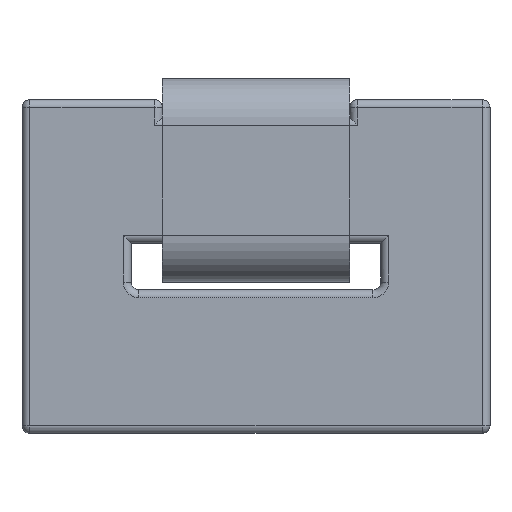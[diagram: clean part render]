
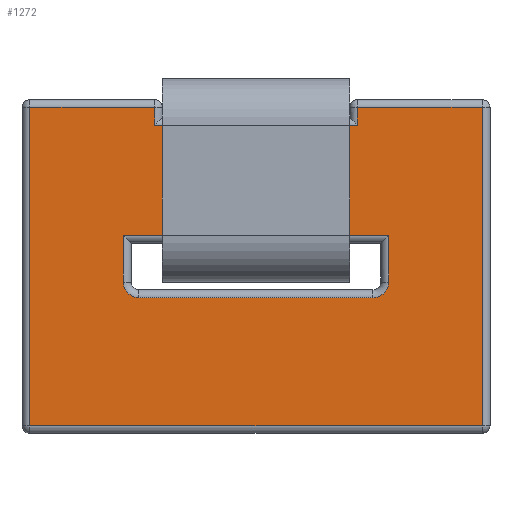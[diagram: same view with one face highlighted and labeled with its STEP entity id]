
A CAD part, left-side view. The second image highlights one B-rep face of the part: STEP entity #1272.
In plain terms, the highlighted planar face has unit normal (-1, 0, 0).
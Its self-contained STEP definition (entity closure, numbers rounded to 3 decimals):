
#46=CIRCLE('',#1392,0.1);
#47=CIRCLE('',#1393,0.1);
#218=ORIENTED_EDGE('',*,*,#590,.T.);
#219=ORIENTED_EDGE('',*,*,#562,.F.);
#220=ORIENTED_EDGE('',*,*,#591,.T.);
#221=ORIENTED_EDGE('',*,*,#592,.F.);
#222=ORIENTED_EDGE('',*,*,#593,.T.);
#223=ORIENTED_EDGE('',*,*,#594,.F.);
#224=ORIENTED_EDGE('',*,*,#595,.T.);
#225=ORIENTED_EDGE('',*,*,#553,.T.);
#226=ORIENTED_EDGE('',*,*,#596,.T.);
#227=ORIENTED_EDGE('',*,*,#597,.T.);
#228=ORIENTED_EDGE('',*,*,#598,.T.);
#229=ORIENTED_EDGE('',*,*,#599,.T.);
#230=ORIENTED_EDGE('',*,*,#600,.T.);
#231=ORIENTED_EDGE('',*,*,#601,.T.);
#553=EDGE_CURVE('',#739,#738,#848,.T.);
#562=EDGE_CURVE('',#746,#747,#852,.T.);
#590=EDGE_CURVE('',#770,#747,#878,.T.);
#591=EDGE_CURVE('',#746,#771,#879,.T.);
#592=EDGE_CURVE('',#772,#771,#46,.F.);
#593=EDGE_CURVE('',#772,#773,#880,.T.);
#594=EDGE_CURVE('',#770,#773,#47,.F.);
#595=EDGE_CURVE('',#774,#739,#881,.T.);
#596=EDGE_CURVE('',#738,#775,#882,.F.);
#597=EDGE_CURVE('',#775,#776,#883,.F.);
#598=EDGE_CURVE('',#776,#777,#884,.T.);
#599=EDGE_CURVE('',#777,#778,#885,.T.);
#600=EDGE_CURVE('',#778,#779,#886,.F.);
#601=EDGE_CURVE('',#779,#774,#887,.F.);
#738=VERTEX_POINT('',#2002);
#739=VERTEX_POINT('',#2004);
#746=VERTEX_POINT('',#2023);
#747=VERTEX_POINT('',#2024);
#770=VERTEX_POINT('',#2082);
#771=VERTEX_POINT('',#2084);
#772=VERTEX_POINT('',#2086);
#773=VERTEX_POINT('',#2088);
#774=VERTEX_POINT('',#2091);
#775=VERTEX_POINT('',#2093);
#776=VERTEX_POINT('',#2095);
#777=VERTEX_POINT('',#2097);
#778=VERTEX_POINT('',#2099);
#779=VERTEX_POINT('',#2101);
#848=LINE('',#2003,#960);
#852=LINE('',#2022,#964);
#878=LINE('',#2081,#990);
#879=LINE('',#2083,#991);
#880=LINE('',#2087,#992);
#881=LINE('',#2090,#993);
#882=LINE('',#2092,#994);
#883=LINE('',#2094,#995);
#884=LINE('',#2096,#996);
#885=LINE('',#2098,#997);
#886=LINE('',#2100,#998);
#887=LINE('',#2102,#999);
#960=VECTOR('',#1559,1000.);
#964=VECTOR('',#1579,1000.);
#990=VECTOR('',#1623,1000.);
#991=VECTOR('',#1624,1000.);
#992=VECTOR('',#1627,1000.);
#993=VECTOR('',#1630,1000.);
#994=VECTOR('',#1631,1000.);
#995=VECTOR('',#1632,1000.);
#996=VECTOR('',#1633,1000.);
#997=VECTOR('',#1634,1000.);
#998=VECTOR('',#1635,1000.);
#999=VECTOR('',#1636,1000.);
#1072=EDGE_LOOP('',(#218,#219,#220,#221,#222,#223));
#1073=EDGE_LOOP('',(#224,#225,#226,#227,#228,#229,#230,#231));
#1158=FACE_BOUND('',#1072,.T.);
#1159=FACE_BOUND('',#1073,.T.);
#1240=PLANE('',#1391);
#1272=ADVANCED_FACE('',(#1158,#1159),#1240,.F.);
#1391=AXIS2_PLACEMENT_3D('',#2080,#1621,#1622);
#1392=AXIS2_PLACEMENT_3D('',#2085,#1625,#1626);
#1393=AXIS2_PLACEMENT_3D('',#2089,#1628,#1629);
#1559=DIRECTION('',(0.,1.,0.));
#1579=DIRECTION('',(0.,1.,0.));
#1621=DIRECTION('',(1.,0.,0.));
#1622=DIRECTION('',(0.,0.,-1.));
#1623=DIRECTION('',(0.,0.,1.));
#1624=DIRECTION('',(0.,0.,-1.));
#1625=DIRECTION('',(1.,0.,0.));
#1626=DIRECTION('',(0.,0.,-1.));
#1627=DIRECTION('',(0.,1.,0.));
#1628=DIRECTION('',(1.,0.,0.));
#1629=DIRECTION('',(0.,0.,-1.));
#1630=DIRECTION('',(0.,0.,-1.));
#1631=DIRECTION('',(0.,0.,-1.));
#1632=DIRECTION('',(0.,-1.,0.));
#1633=DIRECTION('',(0.,0.,-1.));
#1634=DIRECTION('',(0.,-1.,0.));
#1635=DIRECTION('',(0.,0.,-1.));
#1636=DIRECTION('',(0.,-1.,0.));
#2002=CARTESIAN_POINT('',(-2.,0.65,0.905));
#2003=CARTESIAN_POINT('',(-2.,-0.6,0.905));
#2004=CARTESIAN_POINT('',(-2.,-0.65,0.905));
#2022=CARTESIAN_POINT('',(-2.,-0.6,0.2));
#2023=CARTESIAN_POINT('',(-2.,-0.85,0.2));
#2024=CARTESIAN_POINT('',(-2.,0.85,0.2));
#2080=CARTESIAN_POINT('',(-2.,1.5,1.07));
#2081=CARTESIAN_POINT('',(-2.,0.85,0.15));
#2082=CARTESIAN_POINT('',(-2.,0.85,-0.1));
#2083=CARTESIAN_POINT('',(-2.,-0.85,-0.15));
#2084=CARTESIAN_POINT('',(-2.,-0.85,-0.1));
#2085=CARTESIAN_POINT('',(-2.,-0.75,-0.1));
#2086=CARTESIAN_POINT('',(-2.,-0.75,-0.2));
#2087=CARTESIAN_POINT('',(-2.,0.8,-0.2));
#2088=CARTESIAN_POINT('',(-2.,0.75,-0.2));
#2089=CARTESIAN_POINT('',(-2.,0.75,-0.1));
#2090=CARTESIAN_POINT('',(-2.,-0.65,1.07));
#2091=CARTESIAN_POINT('',(-2.,-0.65,1.02));
#2092=CARTESIAN_POINT('',(-2.,0.65,1.07));
#2093=CARTESIAN_POINT('',(-2.,0.65,1.02));
#2094=CARTESIAN_POINT('',(-2.,1.5,1.02));
#2095=CARTESIAN_POINT('',(-2.,1.45,1.02));
#2096=CARTESIAN_POINT('',(-2.,1.45,1.07));
#2097=CARTESIAN_POINT('',(-2.,1.45,-1.02));
#2098=CARTESIAN_POINT('',(-2.,1.5,-1.02));
#2099=CARTESIAN_POINT('',(-2.,-1.45,-1.02));
#2100=CARTESIAN_POINT('',(-2.,-1.45,1.07));
#2101=CARTESIAN_POINT('',(-2.,-1.45,1.02));
#2102=CARTESIAN_POINT('',(-2.,-0.6,1.02));
